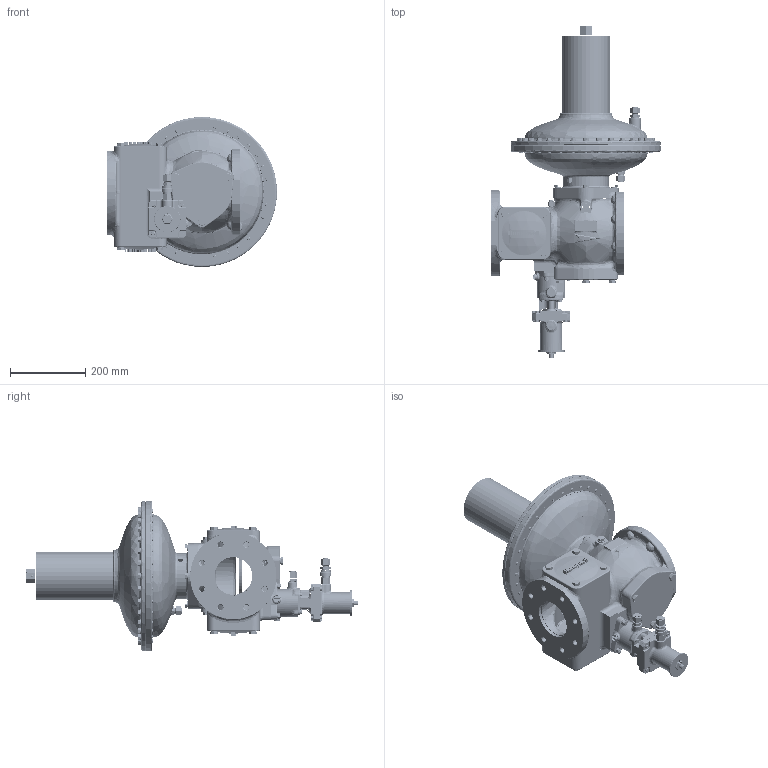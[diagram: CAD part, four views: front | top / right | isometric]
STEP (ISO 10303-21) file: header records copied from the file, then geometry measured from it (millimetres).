
FILE_DESCRIPTION (( 'STEP AP214' ), '1' );
FILE_NAME ('MB_HON370_100_RE2_K1a_K2a_-_.STEP', '2017-03-15T12:26:24', ( '' ), ( '' ), 'SwSTEP 2.0', 'SolidWorks 2015', '' );
FILE_SCHEMA (( 'AUTOMOTIVE_DESIGN' ));
Length unit declared in the file: millimetre
Products named in the file (1): MB_HON370_100_RE2_K1a_K2a_-_
Bounding box: 451 x 880.96 x 398 mm (x, y, z)
Surface area: 1193204.3 mm2 (no closed solid volume)
Topology: 0 solids, 2333 shells, 2908 faces, 12532 edges, 11945 vertices
Faces by surface type: plane 930, cylinder 861, bspline 599, cone 518
Entity records: 264574 total; most frequent: CARTESIAN_POINT 172664, DIRECTION 16524, ORIENTED_EDGE 13625, EDGE_CURVE 12501, VERTEX_POINT 11945, AXIS2_PLACEMENT_3D 5942, VECTOR 4640, LINE 4640
